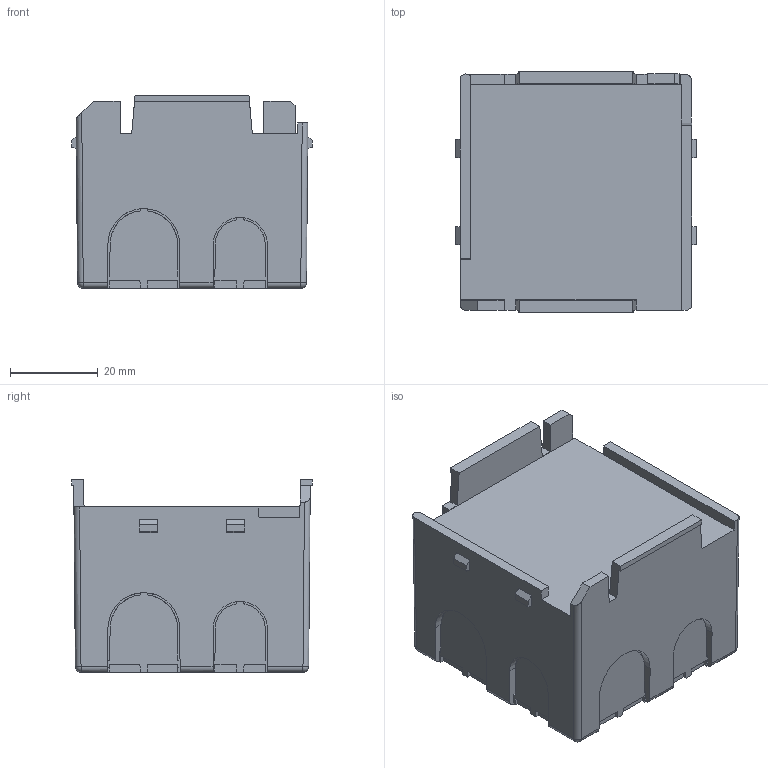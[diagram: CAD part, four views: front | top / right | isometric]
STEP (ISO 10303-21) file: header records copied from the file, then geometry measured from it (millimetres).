
FILE_DESCRIPTION(('CATIA V5 STEP Exchange','CAx-IF Rec.Pracs.--- Model Styling and Organization---1.5--- 2016-08-15','CAx-IF Rec.Pracs.---Supplemental Geometry---1.0---2011-11-01','CAx-IF Rec.Pracs.--- Composite Materials ---1.1---2010-07-15'),'2;1');
FILE_NAME('080011_AllCATPart.stp','2024-12-10T12:02:20+00:00',('none'),('none'),'CATIA Version 5-6 Release 2020 SP5','CATIA V5 STEP AP214 v2','none');
FILE_SCHEMA(('AUTOMOTIVE_DESIGN { 1 0 10303 214 1 1 1 1 }'));
Length unit declared in the file: millimetre
Products named in the file (1): 0011546
Bounding box: 55 x 55 x 44 mm (x, y, z)
Volume: 97764.2 mm3; surface area: 17931.7 mm2
Topology: 1 solids, 7 shells, 434 faces, 1285 edges, 853 vertices
Faces by surface type: plane 386, cylinder 44, sphere 4
Entity records: 13300 total; most frequent: CARTESIAN_POINT 2973, ORIENTED_EDGE 2562, DIRECTION 1492, EDGE_CURVE 1281, VECTOR 966, LINE 966, VERTEX_POINT 853, EDGE_LOOP 446
